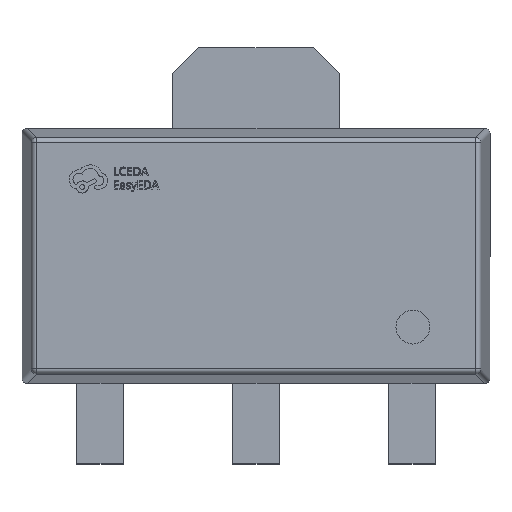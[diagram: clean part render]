
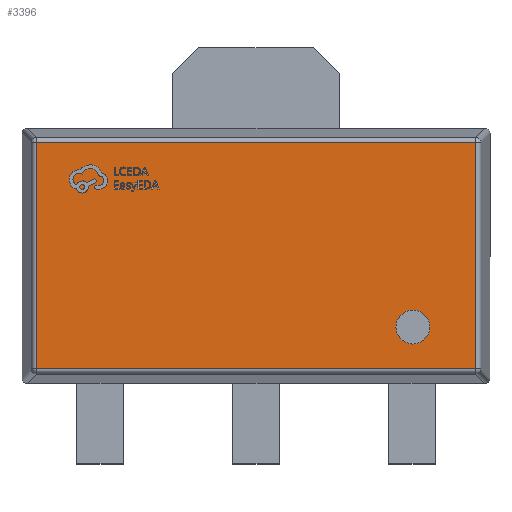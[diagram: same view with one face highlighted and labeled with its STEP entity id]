
A CAD part, top view. The second image highlights one B-rep face of the part: STEP entity #3396.
In plain terms, the highlighted planar face has unit normal (0, 0, 1).
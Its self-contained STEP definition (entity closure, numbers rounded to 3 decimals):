
#538 = DIRECTION ( 'NONE',  ( 0., 0., 1. ) ) ;
#948 = VERTEX_POINT ( 'NONE', #9644 ) ;
#970 = CARTESIAN_POINT ( 'NONE',  ( 1.509, -0.685, 1.5 ) ) ;
#1201 = VERTEX_POINT ( 'NONE', #8152 ) ;
#1235 = AXIS2_PLACEMENT_3D ( 'NONE', #8220, #538, #11177 ) ;
#1361 = CARTESIAN_POINT ( 'NONE',  ( -2.112, 1.087, 1.5 ) ) ;
#1523 = PLANE ( 'NONE',  #1235 ) ;
#1567 = LINE ( 'NONE', #11939, #6594 ) ;
#1963 = CARTESIAN_POINT ( 'NONE',  ( 1.672, -0.685, 1.5 ) ) ;
#1996 = ORIENTED_EDGE ( 'NONE', *, *, #8137, .T. ) ;
#2008 = DIRECTION ( 'NONE',  ( 1., 0., 0. ) ) ;
#2398 = EDGE_CURVE ( 'NONE', #11654, #1201, #5303, .T. ) ;
#2690 = EDGE_CURVE ( 'NONE', #1201, #11654, #7816, .T. ) ;
#3142 = CARTESIAN_POINT ( 'NONE',  ( 2.112, 1.133, 1.5 ) ) ;
#3396 = ADVANCED_FACE ( 'NONE', ( #9512, #6827 ), #1523, .T. ) ;
#3456 = CARTESIAN_POINT ( 'NONE',  ( -2.112, -1.133, 1.5 ) ) ;
#4056 = VECTOR ( 'NONE', #11824, 1000. ) ;
#4397 = VERTEX_POINT ( 'NONE', #15023 ) ;
#4761 = ORIENTED_EDGE ( 'NONE', *, *, #7394, .T. ) ;
#5303 = CIRCLE ( 'NONE', #14244, 0.163 ) ;
#6004 = EDGE_CURVE ( 'NONE', #6960, #4397, #17087, .T. ) ;
#6087 = ORIENTED_EDGE ( 'NONE', *, *, #6004, .T. ) ;
#6134 = DIRECTION ( 'NONE',  ( 0., 0., 1. ) ) ;
#6275 = DIRECTION ( 'NONE',  ( 1., 0., 0. ) ) ;
#6594 = VECTOR ( 'NONE', #15790, 1000. ) ;
#6827 = FACE_BOUND ( 'NONE', #12820, .T. ) ;
#6960 = VERTEX_POINT ( 'NONE', #1361 ) ;
#7050 = DIRECTION ( 'NONE',  ( 1., 0., 0. ) ) ;
#7391 = CARTESIAN_POINT ( 'NONE',  ( 1.509, -0.685, 1.5 ) ) ;
#7394 = EDGE_CURVE ( 'NONE', #948, #6960, #1567, .T. ) ;
#7816 = CIRCLE ( 'NONE', #16190, 0.163 ) ;
#8036 = EDGE_LOOP ( 'NONE', ( #9115, #1996, #4761, #6087 ) ) ;
#8124 = LINE ( 'NONE', #3142, #15912 ) ;
#8137 = EDGE_CURVE ( 'NONE', #9923, #948, #8124, .T. ) ;
#8152 = CARTESIAN_POINT ( 'NONE',  ( 1.346, -0.685, 1.5 ) ) ;
#8220 = CARTESIAN_POINT ( 'NONE',  ( 0., 0., 1.5 ) ) ;
#9044 = ORIENTED_EDGE ( 'NONE', *, *, #2398, .F. ) ;
#9115 = ORIENTED_EDGE ( 'NONE', *, *, #11458, .T. ) ;
#9512 = FACE_OUTER_BOUND ( 'NONE', #8036, .T. ) ;
#9644 = CARTESIAN_POINT ( 'NONE',  ( 2.112, 1.087, 1.5 ) ) ;
#9923 = VERTEX_POINT ( 'NONE', #14729 ) ;
#9931 = LINE ( 'NONE', #13966, #10149 ) ;
#10149 = VECTOR ( 'NONE', #2008, 1000. ) ;
#11087 = DIRECTION ( 'NONE',  ( 0., 1., 0. ) ) ;
#11177 = DIRECTION ( 'NONE',  ( 1., 0., 0. ) ) ;
#11458 = EDGE_CURVE ( 'NONE', #4397, #9923, #9931, .T. ) ;
#11654 = VERTEX_POINT ( 'NONE', #1963 ) ;
#11824 = DIRECTION ( 'NONE',  ( 0., -1., 0. ) ) ;
#11939 = CARTESIAN_POINT ( 'NONE',  ( -2.158, 1.087, 1.5 ) ) ;
#12820 = EDGE_LOOP ( 'NONE', ( #9044, #13510 ) ) ;
#13510 = ORIENTED_EDGE ( 'NONE', *, *, #2690, .F. ) ;
#13966 = CARTESIAN_POINT ( 'NONE',  ( 2.158, -1.087, 1.5 ) ) ;
#14244 = AXIS2_PLACEMENT_3D ( 'NONE', #970, #16958, #6275 ) ;
#14729 = CARTESIAN_POINT ( 'NONE',  ( 2.112, -1.087, 1.5 ) ) ;
#15023 = CARTESIAN_POINT ( 'NONE',  ( -2.112, -1.087, 1.5 ) ) ;
#15790 = DIRECTION ( 'NONE',  ( -1., 0., 0. ) ) ;
#15912 = VECTOR ( 'NONE', #11087, 1000. ) ;
#16190 = AXIS2_PLACEMENT_3D ( 'NONE', #7391, #6134, #7050 ) ;
#16958 = DIRECTION ( 'NONE',  ( 0., 0., 1. ) ) ;
#17087 = LINE ( 'NONE', #3456, #4056 ) ;
